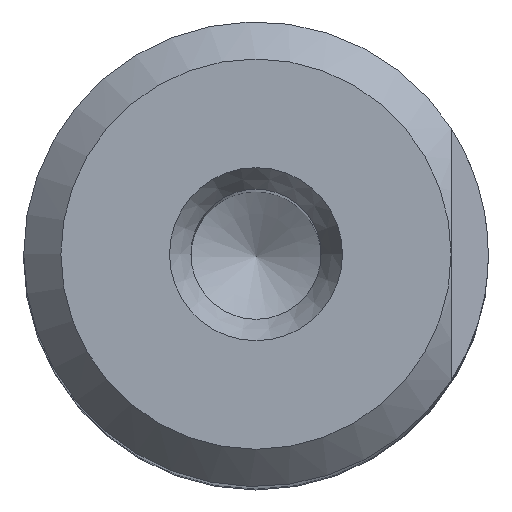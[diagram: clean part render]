
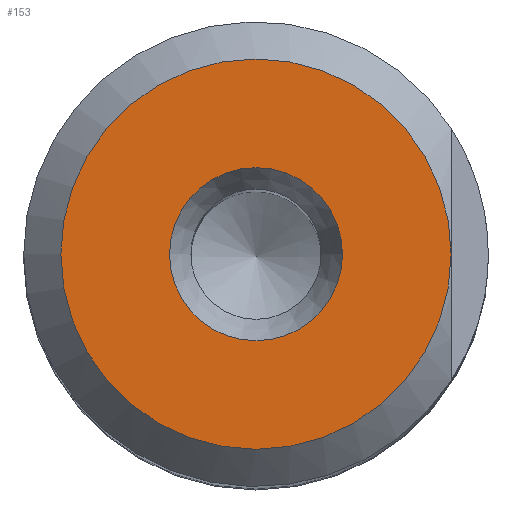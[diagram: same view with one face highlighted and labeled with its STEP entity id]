
A CAD part, top view. The second image highlights one B-rep face of the part: STEP entity #153.
In plain terms, the highlighted planar face has unit normal (0, 0, 1).
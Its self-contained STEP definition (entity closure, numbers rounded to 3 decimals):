
#39=PLANE('',#953);
#153=ADVANCED_FACE('',(#391,#392),#39,.F.);
#391=FACE_BOUND('',#515,.T.);
#392=FACE_BOUND('',#516,.T.);
#515=EDGE_LOOP('',(#651));
#516=EDGE_LOOP('',(#652));
#651=ORIENTED_EDGE('',*,*,#819,.T.);
#652=ORIENTED_EDGE('',*,*,#821,.F.);
#748=VERTEX_POINT('',#1756);
#749=VERTEX_POINT('',#1764);
#819=EDGE_CURVE('',#748,#748,#882,.T.);
#821=EDGE_CURVE('',#749,#749,#883,.T.);
#882=CIRCLE('',#950,10.5);
#883=CIRCLE('',#952,4.655);
#950=AXIS2_PLACEMENT_3D('',#1757,#1138,#1139);
#952=AXIS2_PLACEMENT_3D('',#1763,#1142,#1143);
#953=AXIS2_PLACEMENT_3D('',#1765,#1144,#1145);
#1138=DIRECTION('',(0.,0.,1.));
#1139=DIRECTION('',(-1.,0.,0.));
#1142=DIRECTION('',(0.,0.,1.));
#1143=DIRECTION('',(1.,0.,0.));
#1144=DIRECTION('',(0.,0.,-1.));
#1145=DIRECTION('',(-1.,0.,0.));
#1756=CARTESIAN_POINT('',(10.5,0.,68.));
#1757=CARTESIAN_POINT('',(0.,0.,68.));
#1763=CARTESIAN_POINT('',(0.,0.,68.));
#1764=CARTESIAN_POINT('',(4.655,0.,68.));
#1765=CARTESIAN_POINT('',(12.5,0.,68.));
